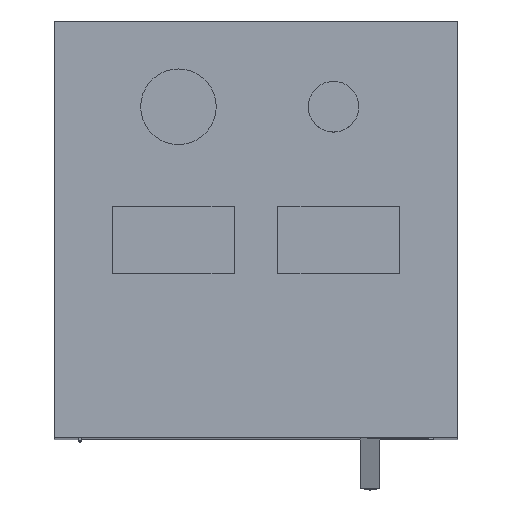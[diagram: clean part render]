
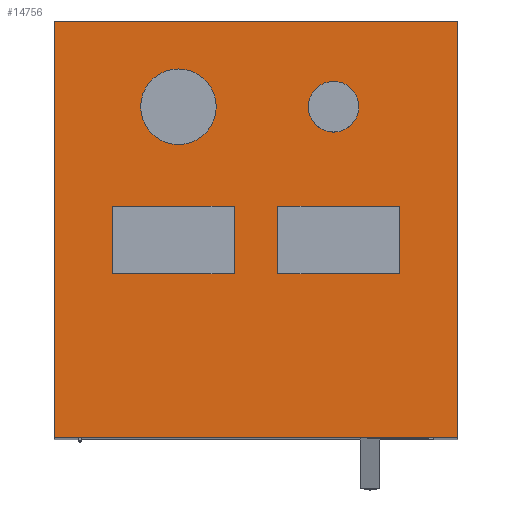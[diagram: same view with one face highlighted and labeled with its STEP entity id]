
A CAD part, top view. The second image highlights one B-rep face of the part: STEP entity #14756.
In plain terms, the highlighted planar face has unit normal (0, 0, 1).
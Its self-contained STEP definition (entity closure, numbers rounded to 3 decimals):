
#440=CIRCLE('',#15672,40.);
#442=CIRCLE('',#15676,37.5);
#580=FACE_BOUND('',#1593,.T.);
#581=FACE_BOUND('',#1594,.T.);
#582=FACE_BOUND('',#1595,.T.);
#583=FACE_BOUND('',#1596,.T.);
#765=FACE_OUTER_BOUND('',#1592,.T.);
#1592=EDGE_LOOP('',(#9532,#9533,#9534,#9535));
#1593=EDGE_LOOP('',(#9536,#9537,#9538,#9539));
#1594=EDGE_LOOP('',(#9540,#9541,#9542,#9543));
#1595=EDGE_LOOP('',(#9544));
#1596=EDGE_LOOP('',(#9545));
#2564=LINE('',#19901,#4240);
#2568=LINE('',#19909,#4244);
#2571=LINE('',#19915,#4247);
#2574=LINE('',#19920,#4250);
#2576=LINE('',#19926,#4252);
#2580=LINE('',#19934,#4256);
#2583=LINE('',#19940,#4259);
#2586=LINE('',#19945,#4262);
#2606=LINE('',#20000,#4282);
#2610=LINE('',#20007,#4286);
#2611=LINE('',#20010,#4287);
#2612=LINE('',#20011,#4288);
#4240=VECTOR('',#16637,10.);
#4244=VECTOR('',#16643,10.);
#4247=VECTOR('',#16648,10.);
#4250=VECTOR('',#16653,10.);
#4252=VECTOR('',#16659,10.);
#4256=VECTOR('',#16665,10.);
#4259=VECTOR('',#16670,10.);
#4262=VECTOR('',#16675,10.);
#4282=VECTOR('',#16733,10.);
#4286=VECTOR('',#16739,10.);
#4287=VECTOR('',#16742,10.);
#4288=VECTOR('',#16743,10.);
#5874=VERTEX_POINT('',#19899);
#5875=VERTEX_POINT('',#19900);
#5878=VERTEX_POINT('',#19908);
#5880=VERTEX_POINT('',#19914);
#5882=VERTEX_POINT('',#19924);
#5883=VERTEX_POINT('',#19925);
#5886=VERTEX_POINT('',#19933);
#5888=VERTEX_POINT('',#19939);
#5891=VERTEX_POINT('',#19951);
#5893=VERTEX_POINT('',#19957);
#5904=VERTEX_POINT('',#19997);
#5905=VERTEX_POINT('',#19999);
#5907=VERTEX_POINT('',#20005);
#5908=VERTEX_POINT('',#20009);
#7269=EDGE_CURVE('',#5874,#5875,#2564,.T.);
#7273=EDGE_CURVE('',#5878,#5874,#2568,.T.);
#7276=EDGE_CURVE('',#5880,#5878,#2571,.T.);
#7279=EDGE_CURVE('',#5875,#5880,#2574,.T.);
#7281=EDGE_CURVE('',#5882,#5883,#2576,.T.);
#7285=EDGE_CURVE('',#5886,#5882,#2580,.T.);
#7288=EDGE_CURVE('',#5888,#5886,#2583,.T.);
#7291=EDGE_CURVE('',#5883,#5888,#2586,.T.);
#7294=EDGE_CURVE('',#5891,#5891,#440,.T.);
#7296=EDGE_CURVE('',#5893,#5893,#442,.T.);
#7315=EDGE_CURVE('',#5904,#5905,#2606,.T.);
#7319=EDGE_CURVE('',#5904,#5907,#2610,.T.);
#7320=EDGE_CURVE('',#5908,#5907,#2611,.T.);
#7321=EDGE_CURVE('',#5905,#5908,#2612,.T.);
#9532=ORIENTED_EDGE('',*,*,#7319,.T.);
#9533=ORIENTED_EDGE('',*,*,#7320,.F.);
#9534=ORIENTED_EDGE('',*,*,#7321,.F.);
#9535=ORIENTED_EDGE('',*,*,#7315,.F.);
#9536=ORIENTED_EDGE('',*,*,#7269,.T.);
#9537=ORIENTED_EDGE('',*,*,#7279,.T.);
#9538=ORIENTED_EDGE('',*,*,#7276,.T.);
#9539=ORIENTED_EDGE('',*,*,#7273,.T.);
#9540=ORIENTED_EDGE('',*,*,#7281,.T.);
#9541=ORIENTED_EDGE('',*,*,#7291,.T.);
#9542=ORIENTED_EDGE('',*,*,#7288,.T.);
#9543=ORIENTED_EDGE('',*,*,#7285,.T.);
#9544=ORIENTED_EDGE('',*,*,#7294,.T.);
#9545=ORIENTED_EDGE('',*,*,#7296,.T.);
#13338=PLANE('',#15689);
#14756=ADVANCED_FACE('',(#765,#580,#581,#582,#583),#13338,.T.);
#15672=AXIS2_PLACEMENT_3D('',#19952,#16683,#16684);
#15676=AXIS2_PLACEMENT_3D('',#19958,#16691,#16692);
#15689=AXIS2_PLACEMENT_3D('',#20008,#16740,#16741);
#16637=DIRECTION('',(0.,1.,0.));
#16643=DIRECTION('',(-1.,0.,0.));
#16648=DIRECTION('',(0.,-1.,0.));
#16653=DIRECTION('',(1.,0.,0.));
#16659=DIRECTION('',(0.,1.,0.));
#16665=DIRECTION('',(-1.,0.,0.));
#16670=DIRECTION('',(0.,-1.,0.));
#16675=DIRECTION('',(1.,0.,0.));
#16683=DIRECTION('center_axis',(0.,0.,-1.));
#16684=DIRECTION('ref_axis',(-1.,0.,0.));
#16691=DIRECTION('center_axis',(0.,0.,-1.));
#16692=DIRECTION('ref_axis',(-1.,0.,0.));
#16733=DIRECTION('',(1.,0.,0.));
#16739=DIRECTION('',(0.,-1.,0.));
#16740=DIRECTION('center_axis',(0.,0.,1.));
#16741=DIRECTION('ref_axis',(-1.,0.,0.));
#16742=DIRECTION('',(-1.,0.,0.));
#16743=DIRECTION('',(0.,-1.,0.));
#19899=CARTESIAN_POINT('',(-212.501,-65.5,1025.125));
#19900=CARTESIAN_POINT('',(-212.501,34.5,1025.125));
#19901=CARTESIAN_POINT('',(-212.501,-32.75,1025.125));
#19908=CARTESIAN_POINT('',(-32.501,-65.5,1025.125));
#19909=CARTESIAN_POINT('',(133.276,-65.5,1025.125));
#19914=CARTESIAN_POINT('',(-32.501,34.5,1025.125));
#19915=CARTESIAN_POINT('',(-32.501,17.25,1025.125));
#19920=CARTESIAN_POINT('',(43.276,34.5,1025.125));
#19924=CARTESIAN_POINT('',(32.5,-65.5,1025.125));
#19925=CARTESIAN_POINT('',(32.5,34.5,1025.125));
#19926=CARTESIAN_POINT('',(32.5,-32.75,1025.125));
#19933=CARTESIAN_POINT('',(212.501,-65.5,1025.125));
#19934=CARTESIAN_POINT('',(255.777,-65.5,1025.125));
#19939=CARTESIAN_POINT('',(212.501,34.5,1025.125));
#19940=CARTESIAN_POINT('',(212.501,17.25,1025.125));
#19945=CARTESIAN_POINT('',(165.777,34.5,1025.125));
#19951=CARTESIAN_POINT('',(-75.001,182.,1025.125));
#19952=CARTESIAN_POINT('Origin',(-115.001,182.,1025.125));
#19957=CARTESIAN_POINT('',(152.501,182.,1025.125));
#19958=CARTESIAN_POINT('Origin',(115.001,182.,1025.125));
#19997=CARTESIAN_POINT('',(-299.053,307.75,1025.125));
#19999=CARTESIAN_POINT('',(299.053,307.75,1025.125));
#20000=CARTESIAN_POINT('',(299.053,307.75,1025.125));
#20005=CARTESIAN_POINT('',(-299.053,-307.75,1025.125));
#20007=CARTESIAN_POINT('',(-299.053,0.,1025.125));
#20008=CARTESIAN_POINT('Origin',(299.053,0.,1025.125));
#20009=CARTESIAN_POINT('',(299.053,-307.75,1025.125));
#20010=CARTESIAN_POINT('',(299.053,-307.75,1025.125));
#20011=CARTESIAN_POINT('',(299.053,0.,1025.125));
